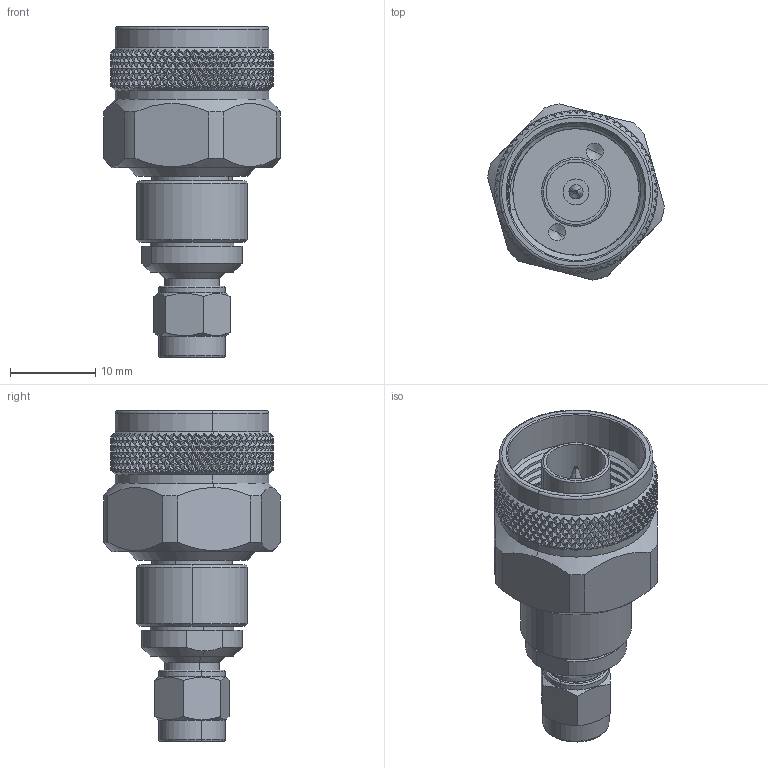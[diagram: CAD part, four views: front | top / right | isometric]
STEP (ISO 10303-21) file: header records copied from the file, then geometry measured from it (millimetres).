
FILE_DESCRIPTION (( 'STEP AP214' ), '1' );
FILE_NAME ('CT-NMKM-LN1.STEP', '2025-01-22T21:16:35', ( '' ), ( '' ), 'SwSTEP 2.0', 'SolidWorks 2021', '' );
FILE_SCHEMA (( 'AUTOMOTIVE_DESIGN' ));
Length unit declared in the file: inch
Products named in the file (1): CT-NMKM-LN1
Bounding box: 20.71 x 20.62 x 38.73 mm (x, y, z)
Volume: 4468.2 mm3; surface area: 4801.3 mm2
Topology: 3 solids, 7 shells, 2775 faces, 5888 edges, 3145 vertices
Faces by surface type: bspline 2084, cylinder 562, cone 59, plane 56, torus 12, sphere 2
Entity records: 116899 total; most frequent: CARTESIAN_POINT 44993, ORIENTED_EDGE 11768, EDGE_CURVE 5884, VERTEX_POINT 3145, EDGE_LOOP 2809, LENGTH_MEASURE_WITH_UNIT 2779, DIMENSIONAL_EXPONENTS 2779, UNCERTAINTY_MEASURE_WITH_UNIT 2779
